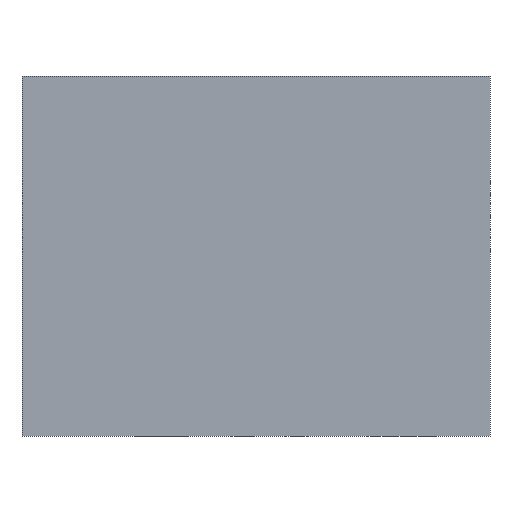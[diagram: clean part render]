
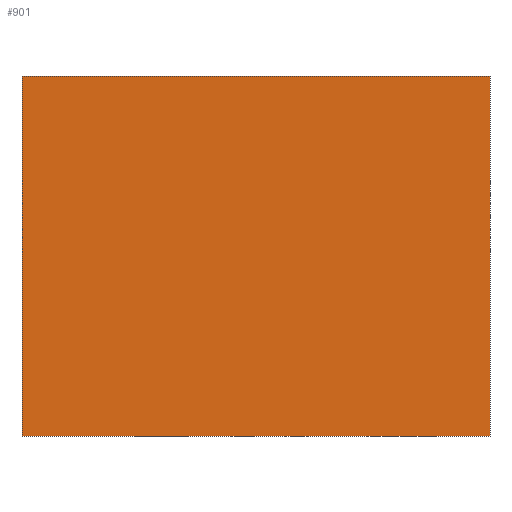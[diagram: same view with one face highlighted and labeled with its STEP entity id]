
A CAD part, front view. The second image highlights one B-rep face of the part: STEP entity #901.
In plain terms, the highlighted planar face has unit normal (0, -1, 0).
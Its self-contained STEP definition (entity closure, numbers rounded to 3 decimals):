
#2=DIRECTION('',(1.,0.,0.));
#3=VECTOR('',#2,130.);
#4=CARTESIAN_POINT('',(0.,0.,0.));
#5=LINE('',#4,#3);
#6=DIRECTION('',(0.,0.,-1.));
#7=VECTOR('',#6,100.);
#8=CARTESIAN_POINT('',(130.,0.,0.));
#9=LINE('',#8,#7);
#10=DIRECTION('',(-1.,0.,0.));
#11=VECTOR('',#10,130.);
#12=CARTESIAN_POINT('',(130.,0.,-100.));
#13=LINE('',#12,#11);
#14=DIRECTION('',(0.,0.,1.));
#15=VECTOR('',#14,100.);
#16=CARTESIAN_POINT('',(0.,0.,-100.));
#17=LINE('',#16,#15);
#670=CARTESIAN_POINT('',(0.,0.,0.));
#671=CARTESIAN_POINT('',(130.,0.,0.));
#672=VERTEX_POINT('',#670);
#673=VERTEX_POINT('',#671);
#674=CARTESIAN_POINT('',(130.,0.,-100.));
#675=VERTEX_POINT('',#674);
#676=CARTESIAN_POINT('',(0.,0.,-100.));
#677=VERTEX_POINT('',#676);
#886=CARTESIAN_POINT('',(0.,0.,0.));
#887=DIRECTION('',(0.,1.,0.));
#888=DIRECTION('',(1.,0.,0.));
#889=AXIS2_PLACEMENT_3D('',#886,#887,#888);
#890=PLANE('',#889);
#892=ORIENTED_EDGE('',*,*,#891,.T.);
#894=ORIENTED_EDGE('',*,*,#893,.T.);
#896=ORIENTED_EDGE('',*,*,#895,.T.);
#898=ORIENTED_EDGE('',*,*,#897,.T.);
#899=EDGE_LOOP('',(#892,#894,#896,#898));
#900=FACE_OUTER_BOUND('',#899,.F.);
#901=ADVANCED_FACE('',(#900),#890,.F.);
#891=EDGE_CURVE('',#672,#673,#5,.T.);
#893=EDGE_CURVE('',#673,#675,#9,.T.);
#895=EDGE_CURVE('',#675,#677,#13,.T.);
#897=EDGE_CURVE('',#677,#672,#17,.T.);
